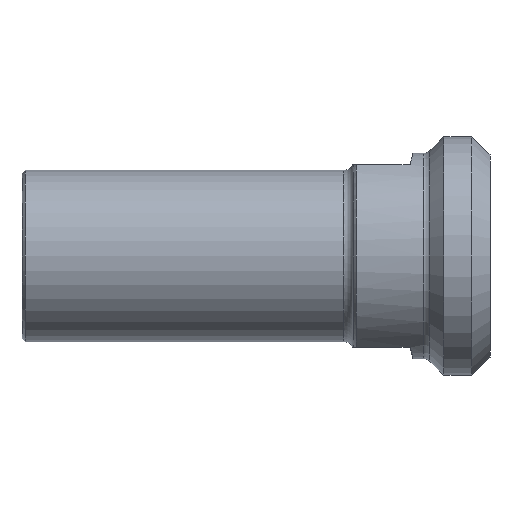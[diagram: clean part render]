
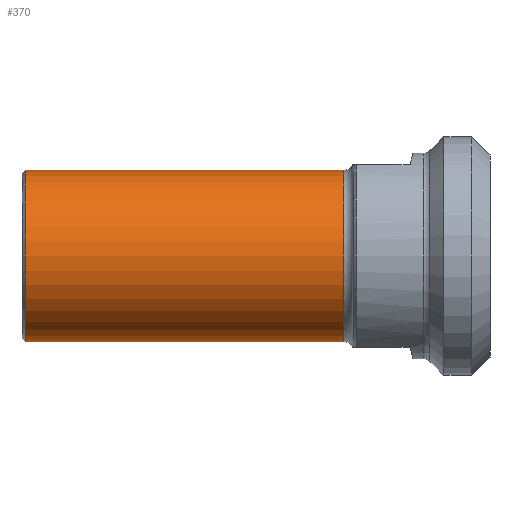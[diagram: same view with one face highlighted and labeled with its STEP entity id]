
A CAD part, front view. The second image highlights one B-rep face of the part: STEP entity #370.
In plain terms, the highlighted cylindrical face has radius 7.5 mm (diameter 15 mm), a full revolution.
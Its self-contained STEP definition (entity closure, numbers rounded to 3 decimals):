
#20=CYLINDRICAL_SURFACE('',#424,7.5);
#30=CIRCLE('',#420,7.5);
#33=CIRCLE('',#423,7.5);
#34=CIRCLE('',#425,7.5);
#35=CIRCLE('',#426,7.5);
#73=FACE_OUTER_BOUND('',#94,.T.);
#94=EDGE_LOOP('',(#294,#295,#296,#297,#298,#299));
#120=LINE('',#668,#139);
#139=VECTOR('',#511,7.5);
#169=VERTEX_POINT('',#660);
#170=VERTEX_POINT('',#661);
#171=VERTEX_POINT('',#667);
#172=VERTEX_POINT('',#669);
#213=EDGE_CURVE('',#169,#170,#30,.T.);
#216=EDGE_CURVE('',#170,#169,#33,.T.);
#217=EDGE_CURVE('',#169,#171,#120,.T.);
#218=EDGE_CURVE('',#172,#171,#34,.T.);
#219=EDGE_CURVE('',#171,#172,#35,.T.);
#294=ORIENTED_EDGE('',*,*,#213,.F.);
#295=ORIENTED_EDGE('',*,*,#217,.T.);
#296=ORIENTED_EDGE('',*,*,#218,.F.);
#297=ORIENTED_EDGE('',*,*,#219,.F.);
#298=ORIENTED_EDGE('',*,*,#217,.F.);
#299=ORIENTED_EDGE('',*,*,#216,.F.);
#370=ADVANCED_FACE('',(#73),#20,.T.);
#420=AXIS2_PLACEMENT_3D('',#662,#501,#502);
#423=AXIS2_PLACEMENT_3D('',#665,#507,#508);
#424=AXIS2_PLACEMENT_3D('',#666,#509,#510);
#425=AXIS2_PLACEMENT_3D('',#670,#512,#513);
#426=AXIS2_PLACEMENT_3D('',#671,#514,#515);
#501=DIRECTION('center_axis',(1.,0.,0.));
#502=DIRECTION('ref_axis',(0.,-1.,0.));
#507=DIRECTION('center_axis',(1.,0.,0.));
#508=DIRECTION('ref_axis',(0.,-1.,0.));
#509=DIRECTION('center_axis',(1.,0.,0.));
#510=DIRECTION('ref_axis',(0.,1.,0.));
#511=DIRECTION('',(-1.,0.,0.));
#512=DIRECTION('center_axis',(-1.,0.,0.));
#513=DIRECTION('ref_axis',(0.,-1.,0.));
#514=DIRECTION('center_axis',(-1.,0.,0.));
#515=DIRECTION('ref_axis',(0.,-1.,0.));
#660=CARTESIAN_POINT('',(-12.8,-7.5,0.));
#661=CARTESIAN_POINT('',(-12.8,0.,7.5));
#662=CARTESIAN_POINT('Origin',(-12.8,0.,0.));
#665=CARTESIAN_POINT('Origin',(-12.8,0.,0.));
#666=CARTESIAN_POINT('Origin',(-26.5,0.,0.));
#667=CARTESIAN_POINT('',(-40.7,-7.5,0.));
#668=CARTESIAN_POINT('',(-26.5,-7.5,0.));
#669=CARTESIAN_POINT('',(-40.7,7.5,0.));
#670=CARTESIAN_POINT('Origin',(-40.7,0.,0.));
#671=CARTESIAN_POINT('Origin',(-40.7,0.,0.));
